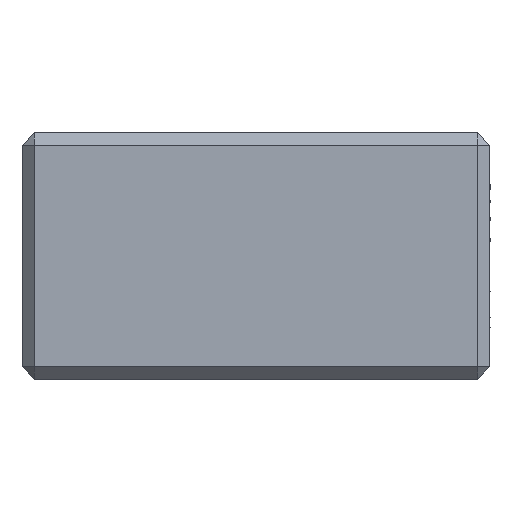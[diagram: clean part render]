
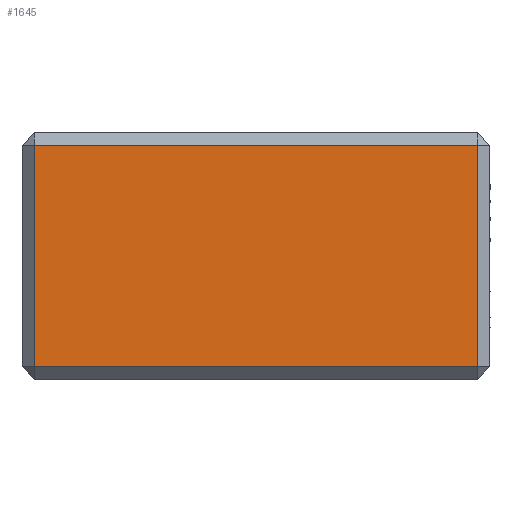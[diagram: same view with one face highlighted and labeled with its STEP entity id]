
A CAD part, left-side view. The second image highlights one B-rep face of the part: STEP entity #1645.
In plain terms, the highlighted planar face has unit normal (-1, 0, 0).
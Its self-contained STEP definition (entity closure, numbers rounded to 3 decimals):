
#132 = VERTEX_POINT('',#133);
#133 = CARTESIAN_POINT('',(227.413,240.725,
    322.12));
#145 = PLANE('',#146);
#146 = AXIS2_PLACEMENT_3D('',#147,#148,#149);
#147 = CARTESIAN_POINT('',(228.507,239.631,
    321.1));
#148 = DIRECTION('',(-0.707,-0.707,0.)
  );
#149 = DIRECTION('',(-0.707,0.707,0.)
  );
#168 = PLANE('',#169);
#169 = AXIS2_PLACEMENT_3D('',#170,#171,#172);
#170 = CARTESIAN_POINT('',(228.507,238.805,
    321.026));
#171 = DIRECTION('',(-0.707,0.,-0.707)
  );
#172 = DIRECTION('',(-0.707,0.,0.707)
  );
#366 = VERTEX_POINT('',#367);
#367 = CARTESIAN_POINT('',(227.413,240.725,
    331.12));
#379 = PLANE('',#380);
#380 = AXIS2_PLACEMENT_3D('',#381,#382,#383);
#381 = CARTESIAN_POINT('',(226.819,238.805,
    330.526));
#382 = DIRECTION('',(-0.707,0.,0.707)
  );
#383 = DIRECTION('',(0.707,0.,0.707)
  );
#414 = VERTEX_POINT('',#415);
#415 = CARTESIAN_POINT('',(227.413,258.725,
    322.12));
#452 = PLANE('',#453);
#453 = AXIS2_PLACEMENT_3D('',#454,#455,#456);
#454 = CARTESIAN_POINT('',(226.819,258.131,
    321.1));
#455 = DIRECTION('',(-0.707,0.707,0.)
  );
#456 = DIRECTION('',(0.707,0.707,0.));
#558 = VERTEX_POINT('',#559);
#559 = CARTESIAN_POINT('',(227.413,258.725,
    331.12));
#677 = EDGE_CURVE('',#414,#558,#678,.T.);
#678 = SURFACE_CURVE('',#679,(#682,#688),.PCURVE_S1.);
#679 = B_SPLINE_CURVE_WITH_KNOTS('',1,(#680,#681),.UNSPECIFIED.,.F.,.F.,
  (2,2),(0.,9.),.PIECEWISE_BEZIER_KNOTS.);
#680 = CARTESIAN_POINT('',(227.413,258.725,
    322.12));
#681 = CARTESIAN_POINT('',(227.413,258.725,
    331.12));
#682 = PCURVE('',#452,#683);
#683 = DEFINITIONAL_REPRESENTATION('',(#684),#687);
#684 = B_SPLINE_CURVE_WITH_KNOTS('',1,(#685,#686),.UNSPECIFIED.,.F.,.F.,
  (2,2),(0.,9.),.PIECEWISE_BEZIER_KNOTS.);
#685 = CARTESIAN_POINT('',(0.84,-1.02));
#686 = CARTESIAN_POINT('',(0.84,-10.02));
#687 = ( GEOMETRIC_REPRESENTATION_CONTEXT(2) 
PARAMETRIC_REPRESENTATION_CONTEXT() REPRESENTATION_CONTEXT('2D SPACE',''
  ) );
#688 = PCURVE('',#689,#694);
#689 = PLANE('',#690);
#690 = AXIS2_PLACEMENT_3D('',#691,#692,#693);
#691 = CARTESIAN_POINT('',(227.413,238.805,
    321.1));
#692 = DIRECTION('',(-1.,0.,0.));
#693 = DIRECTION('',(0.,0.,-1.));
#694 = DEFINITIONAL_REPRESENTATION('',(#695),#698);
#695 = B_SPLINE_CURVE_WITH_KNOTS('',1,(#696,#697),.UNSPECIFIED.,.F.,.F.,
  (2,2),(0.,9.),.PIECEWISE_BEZIER_KNOTS.);
#696 = CARTESIAN_POINT('',(-1.02,-19.92));
#697 = CARTESIAN_POINT('',(-10.02,-19.92));
#698 = ( GEOMETRIC_REPRESENTATION_CONTEXT(2) 
PARAMETRIC_REPRESENTATION_CONTEXT() REPRESENTATION_CONTEXT('2D SPACE',''
  ) );
#723 = EDGE_CURVE('',#558,#366,#724,.T.);
#724 = SURFACE_CURVE('',#725,(#728,#734),.PCURVE_S1.);
#725 = B_SPLINE_CURVE_WITH_KNOTS('',1,(#726,#727),.UNSPECIFIED.,.F.,.F.,
  (2,2),(0.,18.),.PIECEWISE_BEZIER_KNOTS.);
#726 = CARTESIAN_POINT('',(227.413,258.725,
    331.12));
#727 = CARTESIAN_POINT('',(227.413,240.725,
    331.12));
#728 = PCURVE('',#379,#729);
#729 = DEFINITIONAL_REPRESENTATION('',(#730),#733);
#730 = B_SPLINE_CURVE_WITH_KNOTS('',1,(#731,#732),.UNSPECIFIED.,.F.,.F.,
  (2,2),(0.,18.),.PIECEWISE_BEZIER_KNOTS.);
#731 = CARTESIAN_POINT('',(0.84,19.92));
#732 = CARTESIAN_POINT('',(0.84,1.92));
#733 = ( GEOMETRIC_REPRESENTATION_CONTEXT(2) 
PARAMETRIC_REPRESENTATION_CONTEXT() REPRESENTATION_CONTEXT('2D SPACE',''
  ) );
#734 = PCURVE('',#689,#735);
#735 = DEFINITIONAL_REPRESENTATION('',(#736),#739);
#736 = B_SPLINE_CURVE_WITH_KNOTS('',1,(#737,#738),.UNSPECIFIED.,.F.,.F.,
  (2,2),(0.,18.),.PIECEWISE_BEZIER_KNOTS.);
#737 = CARTESIAN_POINT('',(-10.02,-19.92));
#738 = CARTESIAN_POINT('',(-10.02,-1.92));
#739 = ( GEOMETRIC_REPRESENTATION_CONTEXT(2) 
PARAMETRIC_REPRESENTATION_CONTEXT() REPRESENTATION_CONTEXT('2D SPACE',''
  ) );
#897 = EDGE_CURVE('',#132,#414,#898,.T.);
#898 = SURFACE_CURVE('',#899,(#902,#908),.PCURVE_S1.);
#899 = B_SPLINE_CURVE_WITH_KNOTS('',1,(#900,#901),.UNSPECIFIED.,.F.,.F.,
  (2,2),(0.,18.),.PIECEWISE_BEZIER_KNOTS.);
#900 = CARTESIAN_POINT('',(227.413,240.725,
    322.12));
#901 = CARTESIAN_POINT('',(227.413,258.725,
    322.12));
#902 = PCURVE('',#168,#903);
#903 = DEFINITIONAL_REPRESENTATION('',(#904),#907);
#904 = B_SPLINE_CURVE_WITH_KNOTS('',1,(#905,#906),.UNSPECIFIED.,.F.,.F.,
  (2,2),(0.,18.),.PIECEWISE_BEZIER_KNOTS.);
#905 = CARTESIAN_POINT('',(1.548,1.92));
#906 = CARTESIAN_POINT('',(1.548,19.92));
#907 = ( GEOMETRIC_REPRESENTATION_CONTEXT(2) 
PARAMETRIC_REPRESENTATION_CONTEXT() REPRESENTATION_CONTEXT('2D SPACE',''
  ) );
#908 = PCURVE('',#689,#909);
#909 = DEFINITIONAL_REPRESENTATION('',(#910),#913);
#910 = B_SPLINE_CURVE_WITH_KNOTS('',1,(#911,#912),.UNSPECIFIED.,.F.,.F.,
  (2,2),(0.,18.),.PIECEWISE_BEZIER_KNOTS.);
#911 = CARTESIAN_POINT('',(-1.02,-1.92));
#912 = CARTESIAN_POINT('',(-1.02,-19.92));
#913 = ( GEOMETRIC_REPRESENTATION_CONTEXT(2) 
PARAMETRIC_REPRESENTATION_CONTEXT() REPRESENTATION_CONTEXT('2D SPACE',''
  ) );
#962 = EDGE_CURVE('',#366,#132,#963,.T.);
#963 = SURFACE_CURVE('',#964,(#967,#973),.PCURVE_S1.);
#964 = B_SPLINE_CURVE_WITH_KNOTS('',1,(#965,#966),.UNSPECIFIED.,.F.,.F.,
  (2,2),(0.,9.),.PIECEWISE_BEZIER_KNOTS.);
#965 = CARTESIAN_POINT('',(227.413,240.725,
    331.12));
#966 = CARTESIAN_POINT('',(227.413,240.725,
    322.12));
#967 = PCURVE('',#145,#968);
#968 = DEFINITIONAL_REPRESENTATION('',(#969),#972);
#969 = B_SPLINE_CURVE_WITH_KNOTS('',1,(#970,#971),.UNSPECIFIED.,.F.,.F.,
  (2,2),(0.,9.),.PIECEWISE_BEZIER_KNOTS.);
#970 = CARTESIAN_POINT('',(1.548,-10.02));
#971 = CARTESIAN_POINT('',(1.548,-1.02));
#972 = ( GEOMETRIC_REPRESENTATION_CONTEXT(2) 
PARAMETRIC_REPRESENTATION_CONTEXT() REPRESENTATION_CONTEXT('2D SPACE',''
  ) );
#973 = PCURVE('',#689,#974);
#974 = DEFINITIONAL_REPRESENTATION('',(#975),#978);
#975 = B_SPLINE_CURVE_WITH_KNOTS('',1,(#976,#977),.UNSPECIFIED.,.F.,.F.,
  (2,2),(0.,9.),.PIECEWISE_BEZIER_KNOTS.);
#976 = CARTESIAN_POINT('',(-10.02,-1.92));
#977 = CARTESIAN_POINT('',(-1.02,-1.92));
#978 = ( GEOMETRIC_REPRESENTATION_CONTEXT(2) 
PARAMETRIC_REPRESENTATION_CONTEXT() REPRESENTATION_CONTEXT('2D SPACE',''
  ) );
#1645 = ADVANCED_FACE('',(#1646),#689,.T.);
#1646 = FACE_BOUND('',#1647,.T.);
#1647 = EDGE_LOOP('',(#1648,#1649,#1650,#1651));
#1648 = ORIENTED_EDGE('',*,*,#677,.F.);
#1649 = ORIENTED_EDGE('',*,*,#897,.F.);
#1650 = ORIENTED_EDGE('',*,*,#962,.F.);
#1651 = ORIENTED_EDGE('',*,*,#723,.F.);
